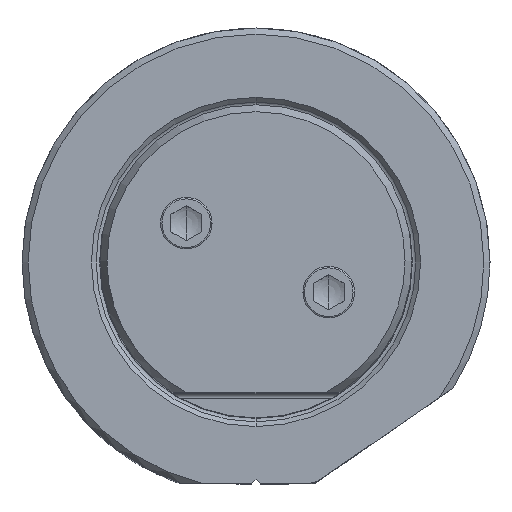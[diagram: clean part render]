
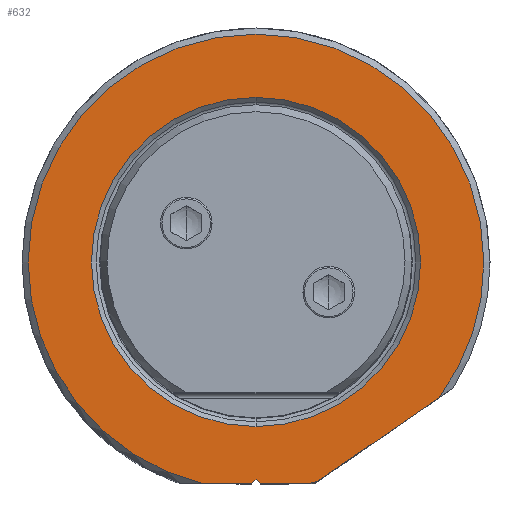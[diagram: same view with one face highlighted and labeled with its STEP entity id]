
A CAD part, top view. The second image highlights one B-rep face of the part: STEP entity #632.
In plain terms, the highlighted planar face has unit normal (0, 0, 1).
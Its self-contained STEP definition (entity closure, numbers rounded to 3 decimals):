
#139=PLANE('',#5741);
#632=ADVANCED_FACE('',(#918,#919),#139,.T.);
#918=FACE_BOUND('',#1056,.T.);
#919=FACE_BOUND('',#1057,.T.);
#1056=EDGE_LOOP('',(#2836,#2837,#2838,#2839,#2840,#2841,#2842,#2843,#2844));
#1057=EDGE_LOOP('',(#2845,#2846));
#1402=LINE('',#11993,#1710);
#1404=LINE('',#12011,#1712);
#1406=LINE('',#12015,#1714);
#1408=LINE('',#12019,#1716);
#1410=LINE('',#12028,#1718);
#1710=VECTOR('',#6727,1.);
#1712=VECTOR('',#6731,1.);
#1714=VECTOR('',#6735,1.);
#1716=VECTOR('',#6739,1.);
#1718=VECTOR('',#6743,1.);
#2836=ORIENTED_EDGE('',*,*,#4670,.T.);
#2837=ORIENTED_EDGE('',*,*,#4658,.T.);
#2838=ORIENTED_EDGE('',*,*,#4671,.T.);
#2839=ORIENTED_EDGE('',*,*,#4672,.T.);
#2840=ORIENTED_EDGE('',*,*,#4673,.T.);
#2841=ORIENTED_EDGE('',*,*,#4669,.F.);
#2842=ORIENTED_EDGE('',*,*,#4666,.T.);
#2843=ORIENTED_EDGE('',*,*,#4664,.T.);
#2844=ORIENTED_EDGE('',*,*,#4662,.F.);
#2845=ORIENTED_EDGE('',*,*,#4674,.T.);
#2846=ORIENTED_EDGE('',*,*,#4675,.T.);
#3995=VERTEX_POINT('',#11992);
#3996=VERTEX_POINT('',#11994);
#3998=VERTEX_POINT('',#12010);
#3999=VERTEX_POINT('',#12012);
#4000=VERTEX_POINT('',#12016);
#4001=VERTEX_POINT('',#12020);
#4002=VERTEX_POINT('',#12027);
#4003=VERTEX_POINT('',#12032);
#4004=VERTEX_POINT('',#12034);
#4005=VERTEX_POINT('',#12037);
#4006=VERTEX_POINT('',#12038);
#4658=EDGE_CURVE('',#3996,#3995,#1402,.T.);
#4662=EDGE_CURVE('',#3998,#3999,#1404,.T.);
#4664=EDGE_CURVE('',#4000,#3999,#1406,.T.);
#4666=EDGE_CURVE('',#4001,#4000,#1408,.T.);
#4669=EDGE_CURVE('',#4001,#4002,#1410,.T.);
#4670=EDGE_CURVE('',#3998,#3996,#5168,.T.);
#4671=EDGE_CURVE('',#3995,#4003,#5169,.T.);
#4672=EDGE_CURVE('',#4003,#4004,#5170,.T.);
#4673=EDGE_CURVE('',#4004,#4002,#5171,.T.);
#4674=EDGE_CURVE('',#4005,#4006,#5172,.T.);
#4675=EDGE_CURVE('',#4006,#4005,#5173,.T.);
#5168=CIRCLE('',#5735,18.55);
#5169=CIRCLE('',#5736,18.55);
#5170=CIRCLE('',#5737,18.55);
#5171=CIRCLE('',#5738,18.55);
#5172=CIRCLE('',#5739,13.4);
#5173=CIRCLE('',#5740,13.4);
#5735=AXIS2_PLACEMENT_3D('',#12030,#6746,#6747);
#5736=AXIS2_PLACEMENT_3D('',#12031,#6748,#6749);
#5737=AXIS2_PLACEMENT_3D('',#12033,#6750,#6751);
#5738=AXIS2_PLACEMENT_3D('',#12035,#6752,#6753);
#5739=AXIS2_PLACEMENT_3D('',#12036,#6754,#6755);
#5740=AXIS2_PLACEMENT_3D('',#12039,#6756,#6757);
#5741=AXIS2_PLACEMENT_3D('',#12040,#6758,#6759);
#6727=DIRECTION('',(0.823,0.568,0.));
#6731=DIRECTION('',(-1.,0.,0.));
#6735=DIRECTION('',(0.707,-0.707,0.));
#6739=DIRECTION('',(0.707,0.707,0.));
#6743=DIRECTION('',(-1.,0.,0.));
#6746=DIRECTION('',(0.,0.,1.));
#6747=DIRECTION('',(0.231,-0.973,0.));
#6748=DIRECTION('',(0.,0.,1.));
#6749=DIRECTION('',(0.804,-0.594,0.));
#6750=DIRECTION('',(0.,0.,1.));
#6751=DIRECTION('',(1.,0.,0.));
#6752=DIRECTION('',(0.,0.,1.));
#6753=DIRECTION('',(-1.,0.,0.));
#6754=DIRECTION('',(0.,0.,-1.));
#6755=DIRECTION('',(0.,1.,0.));
#6756=DIRECTION('',(0.,0.,-1.));
#6757=DIRECTION('',(0.,-1.,0.));
#6758=DIRECTION('',(0.,0.,1.));
#6759=DIRECTION('',(0.,1.,0.));
#11992=CARTESIAN_POINT('',(14.918,-11.025,0.));
#11993=CARTESIAN_POINT('',(5.031,-17.855,0.));
#11994=CARTESIAN_POINT('',(5.031,-17.855,0.));
#12010=CARTESIAN_POINT('',(4.278,-18.05,0.));
#12011=CARTESIAN_POINT('',(4.278,-18.05,0.));
#12012=CARTESIAN_POINT('',(0.354,-18.05,0.));
#12015=CARTESIAN_POINT('',(0.,-17.696,0.));
#12016=CARTESIAN_POINT('',(0.,-17.696,0.));
#12019=CARTESIAN_POINT('',(-0.354,-18.05,0.));
#12020=CARTESIAN_POINT('',(-0.354,-18.05,0.));
#12027=CARTESIAN_POINT('',(-4.278,-18.05,0.));
#12028=CARTESIAN_POINT('',(-3.222,-18.05,0.));
#12030=CARTESIAN_POINT('',(0.,0.,0.));
#12031=CARTESIAN_POINT('',(0.,0.,0.));
#12032=CARTESIAN_POINT('',(18.55,0.,0.));
#12033=CARTESIAN_POINT('',(0.,0.,0.));
#12034=CARTESIAN_POINT('',(-18.55,0.,0.));
#12035=CARTESIAN_POINT('',(0.,0.,0.));
#12036=CARTESIAN_POINT('',(0.,0.,0.));
#12037=CARTESIAN_POINT('',(0.,13.4,0.));
#12038=CARTESIAN_POINT('',(0.,-13.4,0.));
#12039=CARTESIAN_POINT('',(0.,0.,0.));
#12040=CARTESIAN_POINT('',(0.,0.25,0.));
